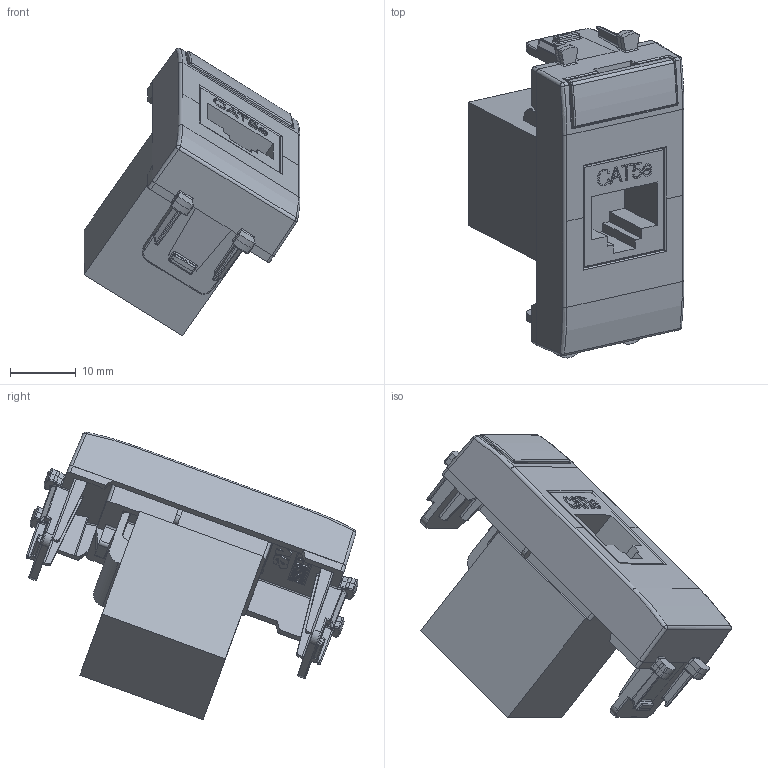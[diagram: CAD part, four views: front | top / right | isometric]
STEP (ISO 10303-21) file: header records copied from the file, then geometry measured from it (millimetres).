
FILE_DESCRIPTION(('CATIA V5 STEP Exchange'),'2;1');
FILE_NAME('441027C5E.stp','2024-02-23T13:09:51+00:00',('none'),('none'),'CATIA Version 5-6 Release 2016 SP6','CATIA V5 STEP AP203','none');
FILE_SCHEMA(('CONFIG_CONTROL_DESIGN'));
Products named in the file (1): 441027C5E
Assembly tree (3 placements, depth 2):
  441027C5E
    #57
    #1231
    #7650
Bounding box: 32.94 x 50.64 x 43.91 mm (x, y, z)
Volume: 12381 mm3; surface area: 9807 mm2
Topology: 3 solids, 3 shells, 1480 faces, 4054 edges, 2558 vertices
Faces by surface type: plane 982, cylinder 306, bspline 88, sphere 38, extrusion 28, cone 24, torus 14
Entity records: 53859 total; most frequent: CARTESIAN_POINT 18968, ORIENTED_EDGE 8016, DIRECTION 5767, EDGE_CURVE 4008, VECTOR 3078, LINE 3050, VERTEX_POINT 2558, EDGE_LOOP 1526
